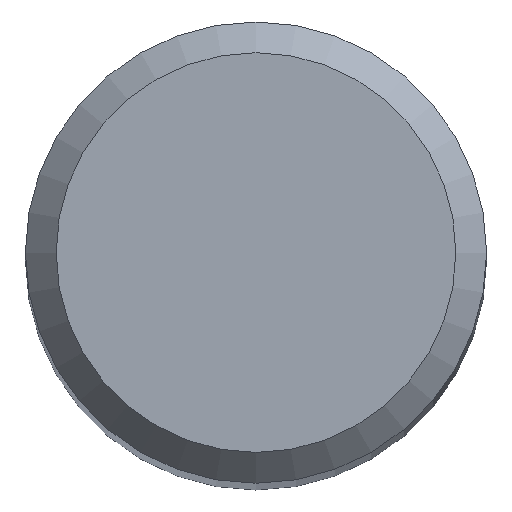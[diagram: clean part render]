
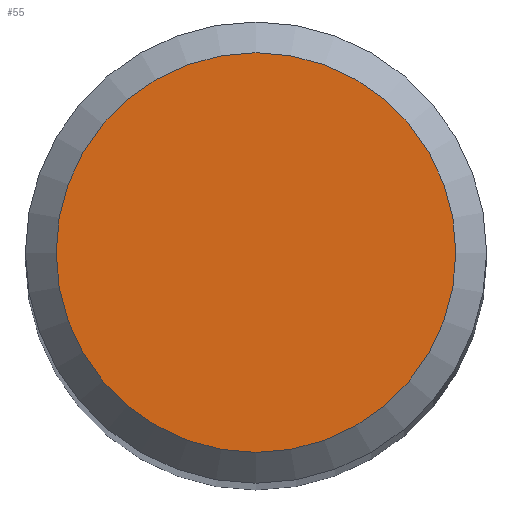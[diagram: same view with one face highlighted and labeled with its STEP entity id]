
A CAD part, top view. The second image highlights one B-rep face of the part: STEP entity #55.
In plain terms, the highlighted planar face has unit normal (0, 0, 1).
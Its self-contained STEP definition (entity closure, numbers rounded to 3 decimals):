
#44=PLANE('',#184);
#48=FACE_OUTER_BOUND('',#82,.T.);
#55=ADVANCED_FACE('',(#48),#44,.F.);
#82=EDGE_LOOP('',(#98));
#98=ORIENTED_EDGE('',*,*,#121,.T.);
#113=VERTEX_POINT('',#272);
#121=EDGE_CURVE('',#113,#113,#129,.T.);
#129=CIRCLE('',#183,2.6);
#183=AXIS2_PLACEMENT_3D('',#271,#214,#215);
#184=AXIS2_PLACEMENT_3D('',#273,#216,#217);
#214=DIRECTION('',(0.,0.,1.));
#215=DIRECTION('',(-1.,0.,0.));
#216=DIRECTION('',(0.,0.,-1.));
#217=DIRECTION('',(-1.,0.,0.));
#271=CARTESIAN_POINT('',(0.,0.,0.));
#272=CARTESIAN_POINT('',(-2.6,0.,0.));
#273=CARTESIAN_POINT('',(0.,3.,0.));
